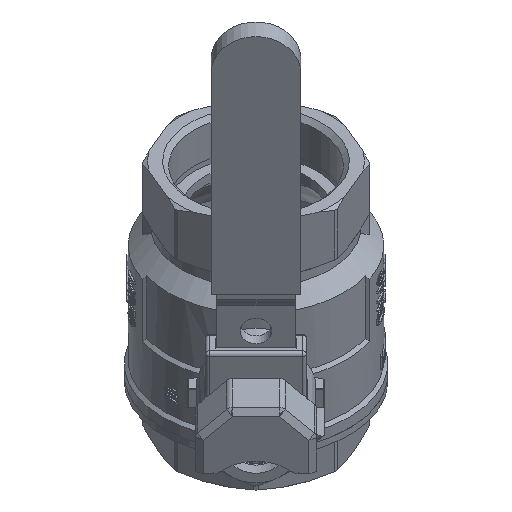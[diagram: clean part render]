
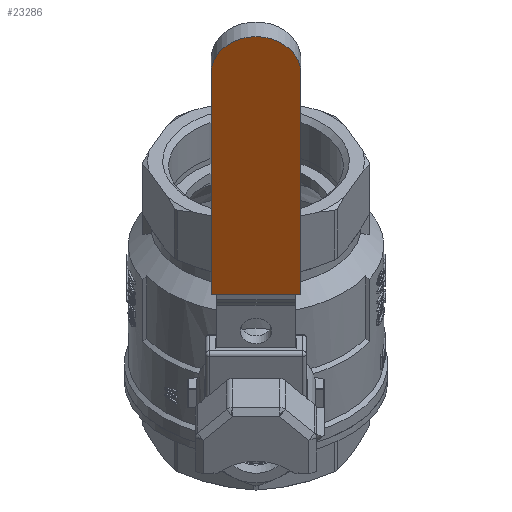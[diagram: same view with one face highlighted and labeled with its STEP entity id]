
A CAD part, isometric view. The second image highlights one B-rep face of the part: STEP entity #23286.
In plain terms, the highlighted face is planar.
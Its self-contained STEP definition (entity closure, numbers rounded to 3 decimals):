
#2098=CIRCLE('',#32969,11.5);
#3046=ORIENTED_EDGE('',*,*,#10136,.F.);
#3047=ORIENTED_EDGE('',*,*,#10126,.T.);
#3048=ORIENTED_EDGE('',*,*,#10133,.T.);
#3049=ORIENTED_EDGE('',*,*,#10117,.T.);
#10117=EDGE_CURVE('',#13703,#13701,#16175,.T.);
#10126=EDGE_CURVE('',#13712,#13711,#2098,.T.);
#10133=EDGE_CURVE('',#13711,#13703,#16188,.T.);
#10136=EDGE_CURVE('',#13712,#13701,#16191,.T.);
#13701=VERTEX_POINT('',#45293);
#13703=VERTEX_POINT('',#45296);
#13711=VERTEX_POINT('',#45313);
#13712=VERTEX_POINT('',#45315);
#16175=LINE('',#45295,#17710);
#16188=LINE('',#45328,#17723);
#16191=LINE('',#45333,#17726);
#17710=VECTOR('',#36757,1000.);
#17723=VECTOR('',#36784,1000.);
#17726=VECTOR('',#36791,1000.);
#19189=EDGE_LOOP('',(#3046,#3047,#3048,#3049));
#20673=FACE_BOUND('',#19189,.T.);
#22096=PLANE('',#32976);
#23286=ADVANCED_FACE('',(#20673),#22096,.T.);
#32969=AXIS2_PLACEMENT_3D('',#45314,#36769,#36770);
#32976=AXIS2_PLACEMENT_3D('',#45334,#36792,#36793);
#36757=DIRECTION('',(0.,-1.,0.));
#36769=DIRECTION('',(0.,0.,1.));
#36770=DIRECTION('',(1.,0.,0.));
#36784=DIRECTION('',(-1.,0.,0.));
#36791=DIRECTION('',(-1.,0.,0.));
#36792=DIRECTION('',(0.,0.,1.));
#36793=DIRECTION('',(1.,0.,0.));
#45293=CARTESIAN_POINT('',(0.,0.,6.5));
#45295=CARTESIAN_POINT('',(0.,23.,6.5));
#45296=CARTESIAN_POINT('',(0.,23.,6.5));
#45313=CARTESIAN_POINT('',(69.4,23.,6.5));
#45314=CARTESIAN_POINT('',(69.4,11.5,6.5));
#45315=CARTESIAN_POINT('',(69.4,0.,6.5));
#45328=CARTESIAN_POINT('',(80.9,23.,6.5));
#45333=CARTESIAN_POINT('',(80.9,0.,6.5));
#45334=CARTESIAN_POINT('',(80.9,23.,6.5));
